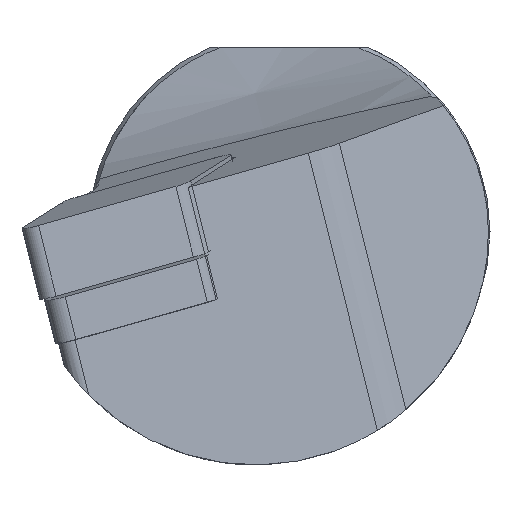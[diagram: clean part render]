
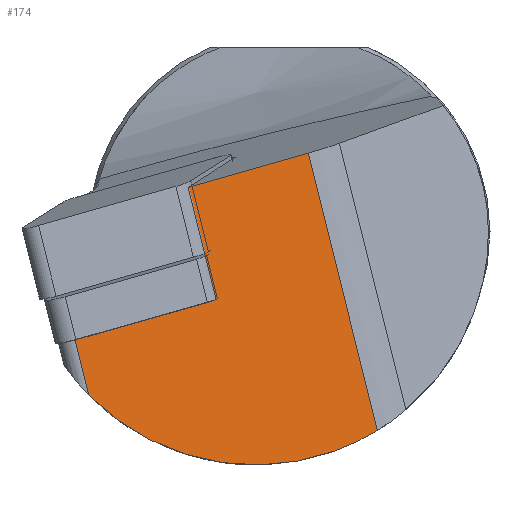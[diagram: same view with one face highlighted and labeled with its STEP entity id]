
A CAD part, left-side view. The second image highlights one B-rep face of the part: STEP entity #174.
In plain terms, the highlighted planar face has unit normal (-0.949, -0.316, -0.024).
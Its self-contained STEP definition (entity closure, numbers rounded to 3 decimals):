
#163=ELLIPSE('',#923,15.287,14.5);
#174=ADVANCED_FACE('',(#242),#219,.F.);
#219=PLANE('',#924);
#242=FACE_OUTER_BOUND('',#286,.T.);
#286=EDGE_LOOP('',(#490,#491,#492,#493,#494,#495,#496));
#325=LINE('',#1221,#384);
#339=LINE('',#1254,#398);
#342=LINE('',#1259,#401);
#348=LINE('',#1311,#407);
#349=LINE('',#1313,#408);
#350=LINE('',#1317,#409);
#384=VECTOR('',#994,1.);
#398=VECTOR('',#1020,1.);
#401=VECTOR('',#1025,1.);
#407=VECTOR('',#1047,1.);
#408=VECTOR('',#1048,1.);
#409=VECTOR('',#1051,1.);
#490=ORIENTED_EDGE('',*,*,#758,.F.);
#491=ORIENTED_EDGE('',*,*,#794,.F.);
#492=ORIENTED_EDGE('',*,*,#795,.F.);
#493=ORIENTED_EDGE('',*,*,#796,.T.);
#494=ORIENTED_EDGE('',*,*,#797,.T.);
#495=ORIENTED_EDGE('',*,*,#777,.F.);
#496=ORIENTED_EDGE('',*,*,#774,.T.);
#679=VERTEX_POINT('',#1219);
#681=VERTEX_POINT('',#1222);
#694=VERTEX_POINT('',#1255);
#695=VERTEX_POINT('',#1260);
#710=VERTEX_POINT('',#1312);
#711=VERTEX_POINT('',#1314);
#712=VERTEX_POINT('',#1316);
#758=EDGE_CURVE('',#679,#681,#325,.T.);
#774=EDGE_CURVE('',#694,#681,#339,.T.);
#777=EDGE_CURVE('',#694,#695,#342,.T.);
#794=EDGE_CURVE('',#710,#679,#348,.T.);
#795=EDGE_CURVE('',#711,#710,#349,.T.);
#796=EDGE_CURVE('',#711,#712,#163,.T.);
#797=EDGE_CURVE('',#712,#695,#350,.T.);
#923=AXIS2_PLACEMENT_3D('',#1315,#1049,#1050);
#924=AXIS2_PLACEMENT_3D('',#1318,#1052,#1053);
#994=DIRECTION('',(0.299,-0.918,0.261));
#1020=DIRECTION('',(0.105,-0.241,-0.965));
#1025=DIRECTION('',(0.299,-0.918,0.261));
#1047=DIRECTION('',(0.299,-0.918,0.261));
#1048=DIRECTION('',(-0.105,0.241,0.965));
#1049=DIRECTION('',(-0.948,-0.316,-0.024));
#1050=DIRECTION('',(0.317,-0.946,-0.072));
#1051=DIRECTION('',(-0.105,0.241,0.965));
#1052=DIRECTION('',(0.948,0.316,0.024));
#1053=DIRECTION('',(0.316,-0.949,0.));
#1219=CARTESIAN_POINT('',(4.568,4.594,-4.226));
#1221=CARTESIAN_POINT('',(1.724,13.323,-6.71));
#1222=CARTESIAN_POINT('',(4.586,4.538,-4.21));
#1254=CARTESIAN_POINT('',(3.018,8.147,10.265));
#1255=CARTESIAN_POINT('',(3.83,6.28,2.777));
#1259=CARTESIAN_POINT('',(0.967,15.065,0.276));
#1260=CARTESIAN_POINT('',(6.266,-1.196,4.905));
#1311=CARTESIAN_POINT('',(1.724,13.323,-6.71));
#1312=CARTESIAN_POINT('',(1.724,13.323,-6.71));
#1313=CARTESIAN_POINT('',(6.141,3.156,-47.49));
#1314=CARTESIAN_POINT('',(2.095,12.469,-10.136));
#1315=CARTESIAN_POINT('',(5.292,2.1,0.));
#1316=CARTESIAN_POINT('',(8.135,-5.498,-12.35));
#1317=CARTESIAN_POINT('',(11.44,-13.105,-42.862));
#1318=CARTESIAN_POINT('',(6.141,3.156,-47.49));
